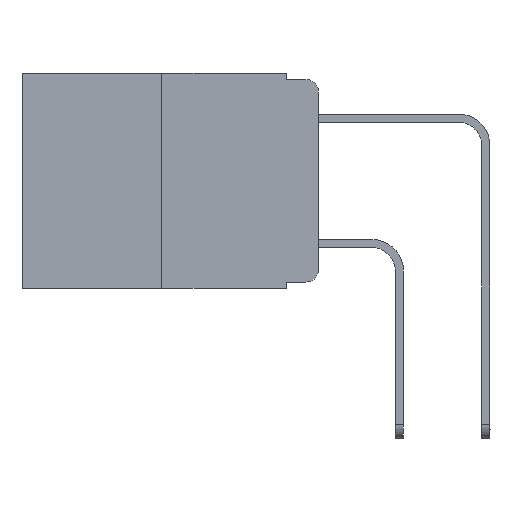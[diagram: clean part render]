
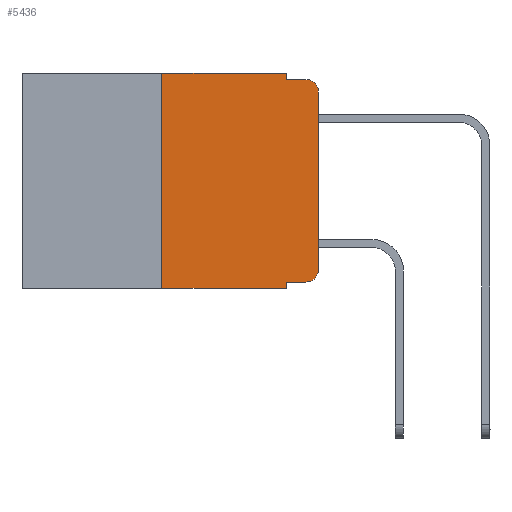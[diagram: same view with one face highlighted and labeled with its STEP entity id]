
A CAD part, left-side view. The second image highlights one B-rep face of the part: STEP entity #5436.
In plain terms, the highlighted planar face has unit normal (-1, 0, 0).
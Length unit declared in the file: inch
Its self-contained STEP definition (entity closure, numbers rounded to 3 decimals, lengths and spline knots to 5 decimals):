
#141 = VECTOR ( 'NONE', #8108, 39.37008 ) ;
#253 = LINE ( 'NONE', #18122, #12254 ) ;
#325 = CARTESIAN_POINT ( 'NONE',  ( 0., 0.051, -0.01 ) ) ;
#477 = DIRECTION ( 'NONE',  ( 0., 0., -1. ) ) ;
#950 = ORIENTED_EDGE ( 'NONE', *, *, #6635, .F. ) ;
#1650 = ORIENTED_EDGE ( 'NONE', *, *, #12931, .F. ) ;
#1658 = VECTOR ( 'NONE', #4808, 39.37008 ) ;
#2340 = AXIS2_PLACEMENT_3D ( 'NONE', #13074, #13149, #14565 ) ;
#2687 = LINE ( 'NONE', #16160, #1658 ) ;
#2759 = AXIS2_PLACEMENT_3D ( 'NONE', #10478, #13781, #5623 ) ;
#3324 = CARTESIAN_POINT ( 'NONE',  ( 0., 0.051, 0. ) ) ;
#3520 = CARTESIAN_POINT ( 'NONE',  ( 0., 0.02, -0.01 ) ) ;
#3557 = VECTOR ( 'NONE', #15303, 39.37008 ) ;
#3626 = CARTESIAN_POINT ( 'NONE',  ( 0., 0.051, -0.01 ) ) ;
#3762 = EDGE_CURVE ( 'NONE', #16598, #12826, #12525, .T. ) ;
#3955 = CARTESIAN_POINT ( 'NONE',  ( 0., 0.051, 0. ) ) ;
#4239 = EDGE_CURVE ( 'NONE', #10372, #16065, #253, .T. ) ;
#4808 = DIRECTION ( 'NONE',  ( 0., 0., 1. ) ) ;
#5323 = EDGE_CURVE ( 'NONE', #17202, #20760, #15260, .T. ) ;
#5436 = ADVANCED_FACE ( 'NONE', ( #14237 ), #18826, .F. ) ;
#5517 = CARTESIAN_POINT ( 'NONE',  ( 0., 0.051, 0. ) ) ;
#5623 = DIRECTION ( 'NONE',  ( 0., 0., -1. ) ) ;
#5945 = CARTESIAN_POINT ( 'NONE',  ( 0., 0.02, -0.333 ) ) ;
#6600 = LINE ( 'NONE', #15434, #7886 ) ;
#6635 = EDGE_CURVE ( 'NONE', #12821, #16065, #16472, .T. ) ;
#6642 = CARTESIAN_POINT ( 'NONE',  ( 0., 0., -0.03 ) ) ;
#6688 = ORIENTED_EDGE ( 'NONE', *, *, #15726, .F. ) ;
#7171 = ORIENTED_EDGE ( 'NONE', *, *, #5323, .F. ) ;
#7886 = VECTOR ( 'NONE', #12161, 39.37008 ) ;
#8108 = DIRECTION ( 'NONE',  ( 0., -1., 0. ) ) ;
#8242 = DIRECTION ( 'NONE',  ( 0., 0., -1. ) ) ;
#8262 = CARTESIAN_POINT ( 'NONE',  ( 0., 0.051, -0.343 ) ) ;
#8293 = ORIENTED_EDGE ( 'NONE', *, *, #8517, .T. ) ;
#8363 = ORIENTED_EDGE ( 'NONE', *, *, #3762, .T. ) ;
#8517 = EDGE_CURVE ( 'NONE', #12821, #16598, #15720, .T. ) ;
#8656 = EDGE_CURVE ( 'NONE', #12826, #20077, #2687, .T. ) ;
#8943 = VERTEX_POINT ( 'NONE', #5517 ) ;
#10264 = DIRECTION ( 'NONE',  ( 0., -1., 0. ) ) ;
#10372 = VERTEX_POINT ( 'NONE', #17129 ) ;
#10478 = CARTESIAN_POINT ( 'NONE',  ( 0., 0.473, 0. ) ) ;
#10904 = VECTOR ( 'NONE', #10264, 39.37008 ) ;
#11218 = CARTESIAN_POINT ( 'NONE',  ( 0., 0., -0.313 ) ) ;
#11920 = DIRECTION ( 'NONE',  ( -1., 0., 0. ) ) ;
#12050 = AXIS2_PLACEMENT_3D ( 'NONE', #18666, #11920, #477 ) ;
#12161 = DIRECTION ( 'NONE',  ( 0., 0., 1. ) ) ;
#12254 = VECTOR ( 'NONE', #13093, 39.37008 ) ;
#12524 = EDGE_CURVE ( 'NONE', #8943, #17202, #13805, .T. ) ;
#12525 = CIRCLE ( 'NONE', #2340, 0.02 ) ;
#12821 = VERTEX_POINT ( 'NONE', #21026 ) ;
#12826 = VERTEX_POINT ( 'NONE', #11218 ) ;
#12931 = EDGE_CURVE ( 'NONE', #16752, #8943, #16326, .T. ) ;
#12943 = DIRECTION ( 'NONE',  ( 0., -1., 0. ) ) ;
#13074 = CARTESIAN_POINT ( 'NONE',  ( 0., 0.02, -0.313 ) ) ;
#13093 = DIRECTION ( 'NONE',  ( 0., -1., 0. ) ) ;
#13149 = DIRECTION ( 'NONE',  ( -1., 0., 0. ) ) ;
#13781 = DIRECTION ( 'NONE',  ( 1., 0., 0. ) ) ;
#13805 = LINE ( 'NONE', #3955, #3557 ) ;
#14048 = ORIENTED_EDGE ( 'NONE', *, *, #14526, .T. ) ;
#14237 = FACE_OUTER_BOUND ( 'NONE', #19673, .T. ) ;
#14526 = EDGE_CURVE ( 'NONE', #20077, #20760, #18235, .T. ) ;
#14565 = DIRECTION ( 'NONE',  ( 0., 0., -1. ) ) ;
#15045 = VECTOR ( 'NONE', #12943, 39.37008 ) ;
#15260 = LINE ( 'NONE', #3626, #10904 ) ;
#15303 = DIRECTION ( 'NONE',  ( 0., 0., -1. ) ) ;
#15434 = CARTESIAN_POINT ( 'NONE',  ( 0., 0.25, 0. ) ) ;
#15720 = LINE ( 'NONE', #18020, #141 ) ;
#15726 = EDGE_CURVE ( 'NONE', #10372, #16752, #6600, .T. ) ;
#15775 = ORIENTED_EDGE ( 'NONE', *, *, #8656, .T. ) ;
#16065 = VERTEX_POINT ( 'NONE', #8262 ) ;
#16160 = CARTESIAN_POINT ( 'NONE',  ( 0., 0., 0. ) ) ;
#16326 = LINE ( 'NONE', #19663, #15045 ) ;
#16472 = LINE ( 'NONE', #3324, #17513 ) ;
#16598 = VERTEX_POINT ( 'NONE', #5945 ) ;
#16752 = VERTEX_POINT ( 'NONE', #19691 ) ;
#17129 = CARTESIAN_POINT ( 'NONE',  ( 0., 0.25, -0.343 ) ) ;
#17202 = VERTEX_POINT ( 'NONE', #325 ) ;
#17513 = VECTOR ( 'NONE', #8242, 39.37008 ) ;
#18020 = CARTESIAN_POINT ( 'NONE',  ( 0., 0.051, -0.333 ) ) ;
#18122 = CARTESIAN_POINT ( 'NONE',  ( 0., 0.473, -0.343 ) ) ;
#18235 = CIRCLE ( 'NONE', #12050, 0.02 ) ;
#18494 = ORIENTED_EDGE ( 'NONE', *, *, #4239, .T. ) ;
#18599 = ORIENTED_EDGE ( 'NONE', *, *, #12524, .F. ) ;
#18666 = CARTESIAN_POINT ( 'NONE',  ( 0., 0.02, -0.03 ) ) ;
#18826 = PLANE ( 'NONE',  #2759 ) ;
#19663 = CARTESIAN_POINT ( 'NONE',  ( 0., 0.473, 0. ) ) ;
#19673 = EDGE_LOOP ( 'NONE', ( #15775, #14048, #7171, #18599, #1650, #6688, #18494, #950, #8293, #8363 ) ) ;
#19691 = CARTESIAN_POINT ( 'NONE',  ( 0., 0.25, 0. ) ) ;
#20077 = VERTEX_POINT ( 'NONE', #6642 ) ;
#20760 = VERTEX_POINT ( 'NONE', #3520 ) ;
#21026 = CARTESIAN_POINT ( 'NONE',  ( 0., 0.051, -0.333 ) ) ;
